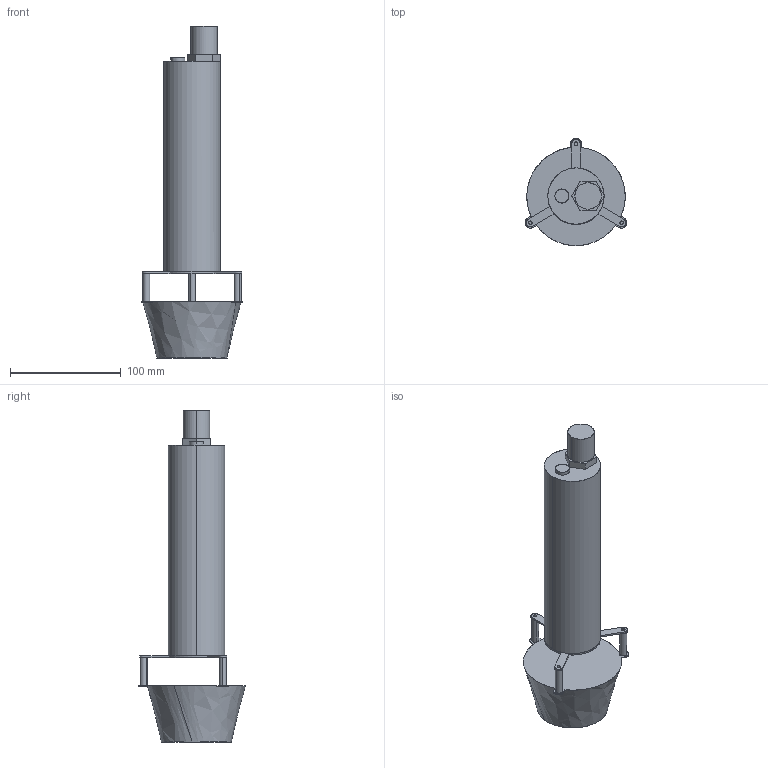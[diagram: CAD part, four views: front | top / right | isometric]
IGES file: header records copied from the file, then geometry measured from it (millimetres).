
Start section: SolidWorks IGES file using analytic representation for surfaces
Global section: file name: Assem-Model 600.IGS; native system: SolidWorks 2013; preprocessor: SolidWorks 2013; author: aggarcia; date: 140929.070556; units: inch
Bounding box: 92.14 x 96.9 x 299.97 mm (x, y, z)
Surface area: 66670.1 mm2 (no closed solid volume)
Topology: 0 solids, 0 shells, 69 faces, 1306 edges, 1306 vertices
Faces by surface type: bspline 39, revolution 30
